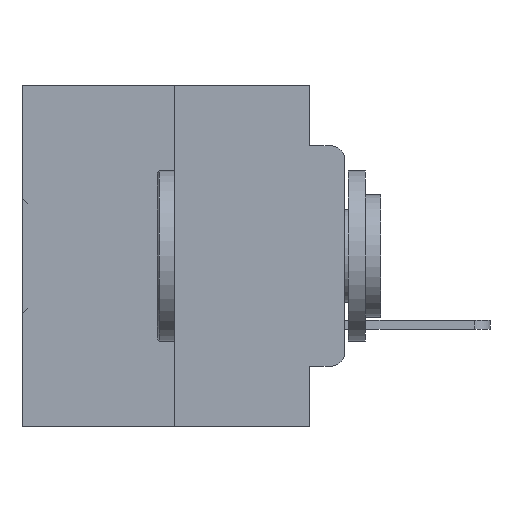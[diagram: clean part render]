
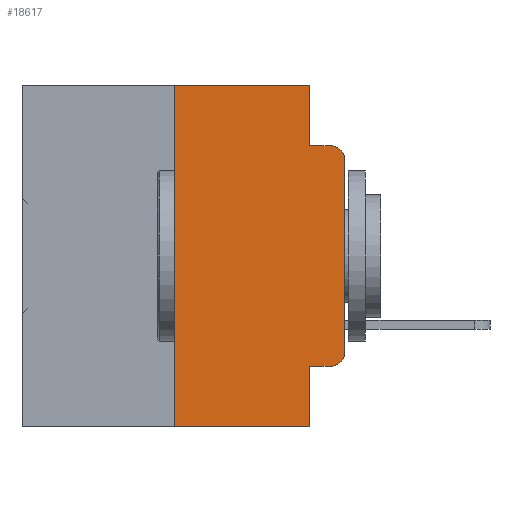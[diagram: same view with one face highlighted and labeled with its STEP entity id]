
A CAD part, left-side view. The second image highlights one B-rep face of the part: STEP entity #18617.
In plain terms, the highlighted planar face has unit normal (-1, 0, 0).
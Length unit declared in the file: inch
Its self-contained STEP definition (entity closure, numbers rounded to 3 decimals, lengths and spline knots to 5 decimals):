
#503 = DIRECTION ( 'NONE',  ( 0., 0., -1. ) ) ;
#1326 = CARTESIAN_POINT ( 'NONE',  ( 0., 0.051, 0. ) ) ;
#1615 = EDGE_CURVE ( 'NONE', #29357, #2079, #33843, .T. ) ;
#1950 = CARTESIAN_POINT ( 'NONE',  ( 0., 0.051, 0. ) ) ;
#2079 = VERTEX_POINT ( 'NONE', #1950 ) ;
#2443 = VERTEX_POINT ( 'NONE', #25091 ) ;
#2813 = ORIENTED_EDGE ( 'NONE', *, *, #5619, .T. ) ;
#3458 = CARTESIAN_POINT ( 'NONE',  ( 0., 0.25, -0.5 ) ) ;
#3545 = EDGE_CURVE ( 'NONE', #23042, #5474, #25675, .T. ) ;
#4716 = EDGE_CURVE ( 'NONE', #10104, #2443, #6752, .T. ) ;
#5055 = EDGE_CURVE ( 'NONE', #2443, #7990, #6710, .T. ) ;
#5063 = EDGE_CURVE ( 'NONE', #11085, #7990, #21898, .T. ) ;
#5110 = EDGE_CURVE ( 'NONE', #2079, #11085, #18432, .T. ) ;
#5181 = DIRECTION ( 'NONE',  ( 1., 0., 0. ) ) ;
#5224 = EDGE_CURVE ( 'NONE', #23042, #29357, #5327, .T. ) ;
#5320 = CARTESIAN_POINT ( 'NONE',  ( 0., 0.02, -0.0885 ) ) ;
#5327 = LINE ( 'NONE', #26458, #33545 ) ;
#5398 = EDGE_CURVE ( 'NONE', #22658, #5474, #19296, .T. ) ;
#5474 = VERTEX_POINT ( 'NONE', #11894 ) ;
#5608 = EDGE_CURVE ( 'NONE', #22658, #13680, #26697, .T. ) ;
#5619 = EDGE_CURVE ( 'NONE', #13680, #10104, #11206, .T. ) ;
#6710 = CIRCLE ( 'NONE', #20710, 0.02 ) ;
#6752 = LINE ( 'NONE', #26963, #7703 ) ;
#6976 = ORIENTED_EDGE ( 'NONE', *, *, #5110, .F. ) ;
#7284 = AXIS2_PLACEMENT_3D ( 'NONE', #22275, #5181, #24918 ) ;
#7703 = VECTOR ( 'NONE', #27354, 39.37008 ) ;
#7990 = VERTEX_POINT ( 'NONE', #5320 ) ;
#10104 = VERTEX_POINT ( 'NONE', #22914 ) ;
#10374 = CARTESIAN_POINT ( 'NONE',  ( 0., 0.051, -0.4115 ) ) ;
#10874 = CARTESIAN_POINT ( 'NONE',  ( 0., 0.25, 0. ) ) ;
#10942 = EDGE_LOOP ( 'NONE', ( #30909, #30937, #27718, #6976, #35306, #29058, #30685, #33045, #24139, #2813 ) ) ;
#11085 = VERTEX_POINT ( 'NONE', #28155 ) ;
#11206 = CIRCLE ( 'NONE', #12166, 0.02 ) ;
#11686 = VECTOR ( 'NONE', #15656, 39.37008 ) ;
#11894 = CARTESIAN_POINT ( 'NONE',  ( 0., 0.051, -0.5 ) ) ;
#12166 = AXIS2_PLACEMENT_3D ( 'NONE', #21557, #23987, #24013 ) ;
#13680 = VERTEX_POINT ( 'NONE', #34475 ) ;
#15473 = DIRECTION ( 'NONE',  ( 0., 0., -1. ) ) ;
#15551 = DIRECTION ( 'NONE',  ( -1., 0., 0. ) ) ;
#15594 = DIRECTION ( 'NONE',  ( 0., -1., 0. ) ) ;
#15656 = DIRECTION ( 'NONE',  ( 0., 0., -1. ) ) ;
#15702 = CARTESIAN_POINT ( 'NONE',  ( 0., 0.051, 0. ) ) ;
#15709 = CARTESIAN_POINT ( 'NONE',  ( 0., 0.051, -0.0885 ) ) ;
#15863 = CARTESIAN_POINT ( 'NONE',  ( 0., 0.02, -0.1085 ) ) ;
#18432 = LINE ( 'NONE', #1326, #25559 ) ;
#18570 = VECTOR ( 'NONE', #20806, 39.37008 ) ;
#18617 = ADVANCED_FACE ( 'NONE', ( #19256 ), #29996, .F. ) ;
#19256 = FACE_OUTER_BOUND ( 'NONE', #10942, .T. ) ;
#19296 = LINE ( 'NONE', #15702, #11686 ) ;
#20710 = AXIS2_PLACEMENT_3D ( 'NONE', #15863, #15551, #15473 ) ;
#20806 = DIRECTION ( 'NONE',  ( 0., -1., 0. ) ) ;
#21557 = CARTESIAN_POINT ( 'NONE',  ( 0., 0.02, -0.3915 ) ) ;
#21569 = DIRECTION ( 'NONE',  ( 0., -1., 0. ) ) ;
#21898 = LINE ( 'NONE', #15709, #27959 ) ;
#22275 = CARTESIAN_POINT ( 'NONE',  ( 0., 0.473, 0. ) ) ;
#22658 = VERTEX_POINT ( 'NONE', #10374 ) ;
#22914 = CARTESIAN_POINT ( 'NONE',  ( 0., 0., -0.3915 ) ) ;
#23042 = VERTEX_POINT ( 'NONE', #3458 ) ;
#23262 = CARTESIAN_POINT ( 'NONE',  ( 0., 0.473, -0.5 ) ) ;
#23987 = DIRECTION ( 'NONE',  ( -1., 0., 0. ) ) ;
#24013 = DIRECTION ( 'NONE',  ( 0., 0., -1. ) ) ;
#24139 = ORIENTED_EDGE ( 'NONE', *, *, #5608, .T. ) ;
#24918 = DIRECTION ( 'NONE',  ( 0., 0., -1. ) ) ;
#25091 = CARTESIAN_POINT ( 'NONE',  ( 0., 0., -0.1085 ) ) ;
#25559 = VECTOR ( 'NONE', #503, 39.37008 ) ;
#25675 = LINE ( 'NONE', #23262, #18570 ) ;
#25748 = DIRECTION ( 'NONE',  ( 0., 0., 1. ) ) ;
#26455 = DIRECTION ( 'NONE',  ( 0., -1., 0. ) ) ;
#26458 = CARTESIAN_POINT ( 'NONE',  ( 0., 0.25, 0. ) ) ;
#26579 = CARTESIAN_POINT ( 'NONE',  ( 0., 0.051, -0.4115 ) ) ;
#26697 = LINE ( 'NONE', #26579, #32760 ) ;
#26963 = CARTESIAN_POINT ( 'NONE',  ( 0., 0., 0. ) ) ;
#27053 = VECTOR ( 'NONE', #21569, 39.37008 ) ;
#27354 = DIRECTION ( 'NONE',  ( 0., 0., 1. ) ) ;
#27718 = ORIENTED_EDGE ( 'NONE', *, *, #5063, .F. ) ;
#27959 = VECTOR ( 'NONE', #15594, 39.37008 ) ;
#28155 = CARTESIAN_POINT ( 'NONE',  ( 0., 0.051, -0.0885 ) ) ;
#29058 = ORIENTED_EDGE ( 'NONE', *, *, #5224, .F. ) ;
#29357 = VERTEX_POINT ( 'NONE', #10874 ) ;
#29996 = PLANE ( 'NONE',  #7284 ) ;
#30685 = ORIENTED_EDGE ( 'NONE', *, *, #3545, .T. ) ;
#30866 = CARTESIAN_POINT ( 'NONE',  ( 0., 0.473, 0. ) ) ;
#30909 = ORIENTED_EDGE ( 'NONE', *, *, #4716, .T. ) ;
#30937 = ORIENTED_EDGE ( 'NONE', *, *, #5055, .T. ) ;
#32760 = VECTOR ( 'NONE', #26455, 39.37008 ) ;
#33045 = ORIENTED_EDGE ( 'NONE', *, *, #5398, .F. ) ;
#33545 = VECTOR ( 'NONE', #25748, 39.37008 ) ;
#33843 = LINE ( 'NONE', #30866, #27053 ) ;
#34475 = CARTESIAN_POINT ( 'NONE',  ( 0., 0.02, -0.4115 ) ) ;
#35306 = ORIENTED_EDGE ( 'NONE', *, *, #1615, .F. ) ;
